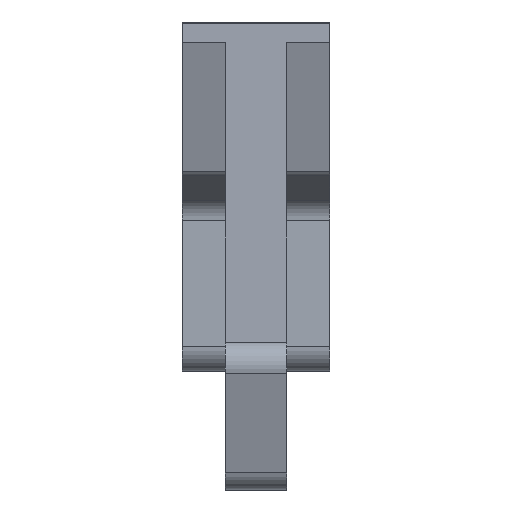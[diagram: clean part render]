
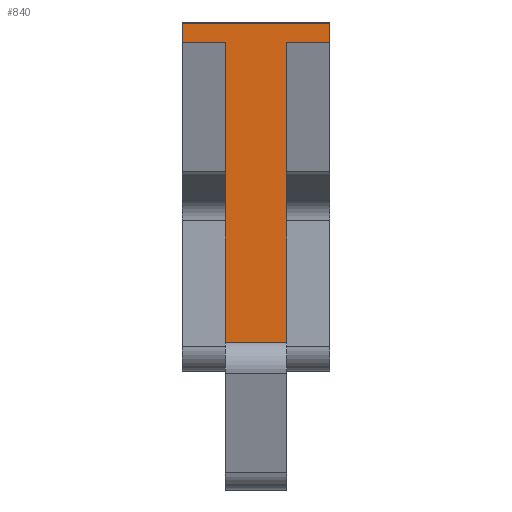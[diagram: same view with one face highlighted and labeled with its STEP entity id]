
A CAD part, front view. The second image highlights one B-rep face of the part: STEP entity #840.
In plain terms, the highlighted planar face has unit normal (0, -0.303, 0.953).
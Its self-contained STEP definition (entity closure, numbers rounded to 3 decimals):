
#230=CARTESIAN_POINT('Vertex',(6.,-14.942,16.289)) ;
#237=CARTESIAN_POINT('Vertex',(-6.,-14.942,16.289)) ;
#240=CARTESIAN_POINT('Line Origine',(0.,-14.942,16.289)) ;
#645=CARTESIAN_POINT('Line Origine',(-6.,-17.399,15.507)) ;
#649=CARTESIAN_POINT('Vertex',(-6.,-19.856,14.726)) ;
#688=CARTESIAN_POINT('Vertex',(-2.5,-19.856,14.726)) ;
#691=CARTESIAN_POINT('Line Origine',(-4.25,-19.856,14.726)) ;
#708=CARTESIAN_POINT('Line Origine',(-2.5,-58.143,2.543)) ;
#712=CARTESIAN_POINT('Vertex',(-2.5,-96.429,-9.639)) ;
#799=CARTESIAN_POINT('Axis2P3D Location',(0.,-13.999,16.589)) ;
#804=CARTESIAN_POINT('Line Origine',(2.5,-58.143,2.543)) ;
#808=CARTESIAN_POINT('Vertex',(2.5,-19.856,14.726)) ;
#810=CARTESIAN_POINT('Vertex',(2.5,-96.429,-9.639)) ;
#813=CARTESIAN_POINT('Line Origine',(4.25,-19.856,14.726)) ;
#817=CARTESIAN_POINT('Vertex',(6.,-19.856,14.726)) ;
#820=CARTESIAN_POINT('Line Origine',(6.,-17.399,15.507)) ;
#825=CARTESIAN_POINT('Line Origine',(0.,-96.429,-9.639)) ;
#241=DIRECTION('Vector Direction',(1.,0.,0.)) ;
#646=DIRECTION('Vector Direction',(0.,-0.953,-0.303)) ;
#692=DIRECTION('Vector Direction',(1.,0.,0.)) ;
#709=DIRECTION('Vector Direction',(0.,-0.953,-0.303)) ;
#800=DIRECTION('Axis2P3D Direction',(0.,-0.303,0.953)) ;
#801=DIRECTION('Axis2P3D XDirection',(-0.,-0.953,-0.303)) ;
#805=DIRECTION('Vector Direction',(0.,0.953,0.303)) ;
#814=DIRECTION('Vector Direction',(-1.,0.,0.)) ;
#821=DIRECTION('Vector Direction',(0.,-0.953,-0.303)) ;
#826=DIRECTION('Vector Direction',(1.,0.,0.)) ;
#802=AXIS2_PLACEMENT_3D('Plane Axis2P3D',#799,#800,#801) ;
#831=ORIENTED_EDGE('',*,*,#812,.F.) ;
#832=ORIENTED_EDGE('',*,*,#819,.F.) ;
#833=ORIENTED_EDGE('',*,*,#824,.F.) ;
#834=ORIENTED_EDGE('',*,*,#244,.F.) ;
#835=ORIENTED_EDGE('',*,*,#651,.T.) ;
#836=ORIENTED_EDGE('',*,*,#695,.T.) ;
#837=ORIENTED_EDGE('',*,*,#714,.F.) ;
#838=ORIENTED_EDGE('',*,*,#829,.T.) ;
#242=VECTOR('Line Direction',#241,1.) ;
#647=VECTOR('Line Direction',#646,1.) ;
#693=VECTOR('Line Direction',#692,1.) ;
#710=VECTOR('Line Direction',#709,1.) ;
#806=VECTOR('Line Direction',#805,1.) ;
#815=VECTOR('Line Direction',#814,1.) ;
#822=VECTOR('Line Direction',#821,1.) ;
#827=VECTOR('Line Direction',#826,1.) ;
#840=ADVANCED_FACE('PartBody',(#839),#803,.T.) ;
#244=EDGE_CURVE('',#238,#231,#243,.T.) ;
#651=EDGE_CURVE('',#238,#650,#648,.T.) ;
#695=EDGE_CURVE('',#650,#689,#694,.T.) ;
#714=EDGE_CURVE('',#713,#689,#711,.F.) ;
#812=EDGE_CURVE('',#809,#811,#807,.F.) ;
#819=EDGE_CURVE('',#818,#809,#816,.T.) ;
#824=EDGE_CURVE('',#231,#818,#823,.T.) ;
#829=EDGE_CURVE('',#713,#811,#828,.T.) ;
#830=EDGE_LOOP('',(#831,#832,#833,#834,#835,#836,#837,#838)) ;
#839=FACE_OUTER_BOUND('',#830,.T.) ;
#243=LINE('Line',#240,#242) ;
#648=LINE('Line',#645,#647) ;
#694=LINE('Line',#691,#693) ;
#711=LINE('Line',#708,#710) ;
#807=LINE('Line',#804,#806) ;
#816=LINE('Line',#813,#815) ;
#823=LINE('Line',#820,#822) ;
#828=LINE('Line',#825,#827) ;
#803=PLANE('',#802) ;
#231=VERTEX_POINT('',#230) ;
#238=VERTEX_POINT('',#237) ;
#650=VERTEX_POINT('',#649) ;
#689=VERTEX_POINT('',#688) ;
#713=VERTEX_POINT('',#712) ;
#809=VERTEX_POINT('',#808) ;
#811=VERTEX_POINT('',#810) ;
#818=VERTEX_POINT('',#817) ;
